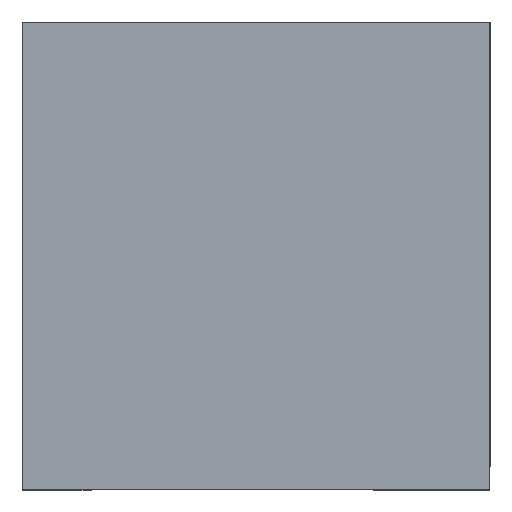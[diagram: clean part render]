
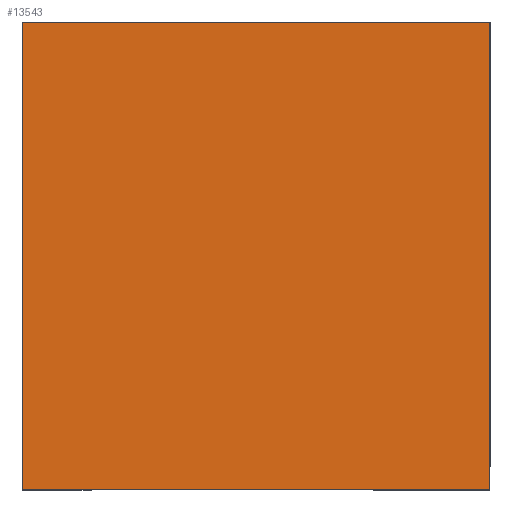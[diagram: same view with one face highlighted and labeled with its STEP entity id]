
A CAD part, front view. The second image highlights one B-rep face of the part: STEP entity #13543.
In plain terms, the highlighted planar face has unit normal (0, -1, 0).
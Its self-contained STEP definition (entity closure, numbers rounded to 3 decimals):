
#648 = CARTESIAN_POINT ( 'NONE',  ( 6.5, -450., -6.5 ) ) ;
#1128 = VERTEX_POINT ( 'NONE', #6079 ) ;
#2405 = LINE ( 'NONE', #7667, #11843 ) ;
#2544 = CARTESIAN_POINT ( 'NONE',  ( -6.5, -450., 6.5 ) ) ;
#2633 = DIRECTION ( 'NONE',  ( 0., 0., 1. ) ) ;
#2922 = EDGE_CURVE ( 'NONE', #1128, #3958, #12325, .T. ) ;
#3112 = FACE_OUTER_BOUND ( 'NONE', #10320, .T. ) ;
#3766 = DIRECTION ( 'NONE',  ( 1., 0., 0. ) ) ;
#3958 = VERTEX_POINT ( 'NONE', #2544 ) ;
#4130 = VECTOR ( 'NONE', #3766, 1000. ) ;
#4345 = VECTOR ( 'NONE', #2633, 1000. ) ;
#5216 = CARTESIAN_POINT ( 'NONE',  ( 6.5, -450., -6.5 ) ) ;
#6017 = CARTESIAN_POINT ( 'NONE',  ( -6.5, -450., -6.5 ) ) ;
#6079 = CARTESIAN_POINT ( 'NONE',  ( -6.5, -450., -6.5 ) ) ;
#7667 = CARTESIAN_POINT ( 'NONE',  ( -6.5, -450., -6.5 ) ) ;
#7698 = LINE ( 'NONE', #648, #9504 ) ;
#7813 = DIRECTION ( 'NONE',  ( -1., 0., 0. ) ) ;
#7868 = EDGE_CURVE ( 'NONE', #11234, #1128, #2405, .T. ) ;
#8309 = ORIENTED_EDGE ( 'NONE', *, *, #7868, .F. ) ;
#9504 = VECTOR ( 'NONE', #10841, 1000. ) ;
#9975 = AXIS2_PLACEMENT_3D ( 'NONE', #10757, #10810, #10653 ) ;
#10055 = EDGE_CURVE ( 'NONE', #11348, #11234, #7698, .T. ) ;
#10320 = EDGE_LOOP ( 'NONE', ( #13446, #11526, #11706, #8309 ) ) ;
#10653 = DIRECTION ( 'NONE',  ( 0., 0., 1. ) ) ;
#10749 = CARTESIAN_POINT ( 'NONE',  ( -6.5, -450., 6.5 ) ) ;
#10757 = CARTESIAN_POINT ( 'NONE',  ( 0., -450., 0. ) ) ;
#10810 = DIRECTION ( 'NONE',  ( 0., 1., 0. ) ) ;
#10841 = DIRECTION ( 'NONE',  ( 0., 0., -1. ) ) ;
#11198 = EDGE_CURVE ( 'NONE', #3958, #11348, #12296, .T. ) ;
#11234 = VERTEX_POINT ( 'NONE', #5216 ) ;
#11348 = VERTEX_POINT ( 'NONE', #12112 ) ;
#11526 = ORIENTED_EDGE ( 'NONE', *, *, #11198, .F. ) ;
#11706 = ORIENTED_EDGE ( 'NONE', *, *, #2922, .F. ) ;
#11735 = PLANE ( 'NONE',  #9975 ) ;
#11843 = VECTOR ( 'NONE', #7813, 1000. ) ;
#12112 = CARTESIAN_POINT ( 'NONE',  ( 6.5, -450., 6.5 ) ) ;
#12296 = LINE ( 'NONE', #10749, #4130 ) ;
#12325 = LINE ( 'NONE', #6017, #4345 ) ;
#13446 = ORIENTED_EDGE ( 'NONE', *, *, #10055, .F. ) ;
#13543 = ADVANCED_FACE ( 'NONE', ( #3112 ), #11735, .F. ) ;
